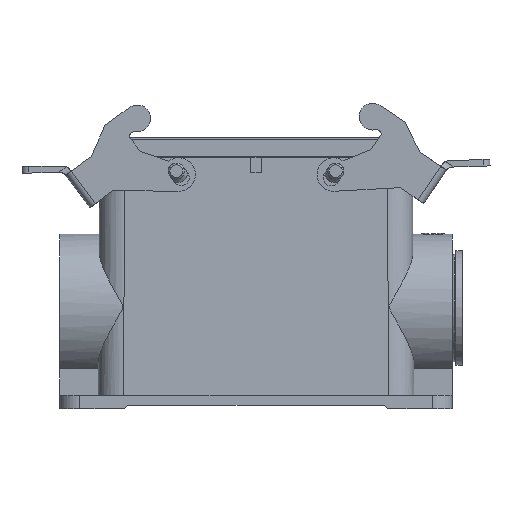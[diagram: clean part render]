
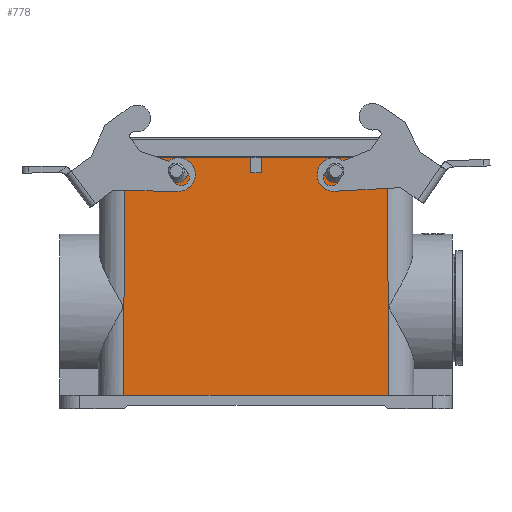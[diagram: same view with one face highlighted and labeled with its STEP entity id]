
A CAD part, front view. The second image highlights one B-rep face of the part: STEP entity #778.
In plain terms, the highlighted planar face has unit normal (0, -1, 0.011).
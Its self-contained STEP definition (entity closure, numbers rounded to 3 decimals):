
#685=CARTESIAN_POINT('',(57.0,-22.3,-65.25));
#686=DIRECTION('',(0.0,-1.,0.011));
#687=DIRECTION('',(0.0,-0.011,-1.));
#688=AXIS2_PLACEMENT_3D('',#685,#686,#687);
#689=PLANE('',#688);
#690=CARTESIAN_POINT('',(-39.05,-21.5,5.7));
#691=VERTEX_POINT('',#690);
#692=CARTESIAN_POINT('',(-39.55,-22.3,-65.25));
#693=VERTEX_POINT('',#692);
#694=CARTESIAN_POINT('',(-39.05,-21.5,5.7));
#695=DIRECTION('',(-0.007,-0.011,-1.));
#696=VECTOR('',#695,70.956);
#697=LINE('',#694,#696);
#698=EDGE_CURVE('',#691,#693,#697,.T.);
#699=ORIENTED_EDGE('',*,*,#698,.T.);
#700=CARTESIAN_POINT('',(39.55,-22.3,-65.25));
#701=VERTEX_POINT('',#700);
#702=CARTESIAN_POINT('',(39.55,-22.3,-65.25));
#703=DIRECTION('',(-1.0,0.0,0.0));
#704=VECTOR('',#703,79.101);
#705=LINE('',#702,#704);
#706=EDGE_CURVE('',#701,#693,#705,.T.);
#707=ORIENTED_EDGE('',*,*,#706,.F.);
#708=CARTESIAN_POINT('',(39.05,-21.5,5.7));
#709=VERTEX_POINT('',#708);
#710=CARTESIAN_POINT('',(39.55,-22.3,-65.25));
#711=DIRECTION('',(-0.007,0.011,1.));
#712=VECTOR('',#711,70.956);
#713=LINE('',#710,#712);
#714=EDGE_CURVE('',#701,#709,#713,.T.);
#715=ORIENTED_EDGE('',*,*,#714,.T.);
#716=CARTESIAN_POINT('',(1.6,-21.5,5.7));
#717=VERTEX_POINT('',#716);
#718=CARTESIAN_POINT('',(39.05,-21.5,5.7));
#719=DIRECTION('',(-1.0,0.0,0.0));
#720=VECTOR('',#719,37.45);
#721=LINE('',#718,#720);
#722=EDGE_CURVE('',#709,#717,#721,.T.);
#723=ORIENTED_EDGE('',*,*,#722,.T.);
#724=CARTESIAN_POINT('',(1.6,-21.553,1.));
#725=VERTEX_POINT('',#724);
#726=CARTESIAN_POINT('',(1.6,-21.553,1.));
#727=DIRECTION('',(0.0,0.011,1.));
#728=VECTOR('',#727,4.7);
#729=LINE('',#726,#728);
#730=EDGE_CURVE('',#725,#717,#729,.T.);
#731=ORIENTED_EDGE('',*,*,#730,.F.);
#732=CARTESIAN_POINT('',(-1.6,-21.553,1.0));
#733=VERTEX_POINT('',#732);
#734=CARTESIAN_POINT('',(1.6,-21.553,1.0));
#735=DIRECTION('',(-1.0,0.0,0.0));
#736=VECTOR('',#735,3.2);
#737=LINE('',#734,#736);
#738=EDGE_CURVE('',#725,#733,#737,.T.);
#739=ORIENTED_EDGE('',*,*,#738,.T.);
#740=CARTESIAN_POINT('',(-1.6,-21.5,5.7));
#741=VERTEX_POINT('',#740);
#742=CARTESIAN_POINT('',(-1.6,-21.5,5.7));
#743=DIRECTION('',(0.0,-0.011,-1.));
#744=VECTOR('',#743,4.7);
#745=LINE('',#742,#744);
#746=EDGE_CURVE('',#741,#733,#745,.T.);
#747=ORIENTED_EDGE('',*,*,#746,.F.);
#748=CARTESIAN_POINT('',(-1.6,-21.5,5.7));
#749=DIRECTION('',(-1.0,0.0,0.0));
#750=VECTOR('',#749,37.45);
#751=LINE('',#748,#750);
#752=EDGE_CURVE('',#741,#691,#751,.T.);
#753=ORIENTED_EDGE('',*,*,#752,.T.);
#754=EDGE_LOOP('',(#699,#707,#715,#723,#731,#739,#747,#753));
#755=FACE_OUTER_BOUND('',#754,.T.);
#756=CARTESIAN_POINT('',(-23.75,-21.586,-1.95));
#757=VERTEX_POINT('',#756);
#758=CARTESIAN_POINT('',(-23.75,-21.547,1.55));
#759=DIRECTION('',(0.0,-1.,0.011));
#760=DIRECTION('',(0.0,-0.011,-1.));
#761=AXIS2_PLACEMENT_3D('',#758,#759,#760);
#762=ELLIPSE('',#761,3.5,3.5);
#763=EDGE_CURVE('',#757,#757,#762,.T.);
#764=ORIENTED_EDGE('',*,*,#763,.F.);
#765=EDGE_LOOP('',(#764));
#766=FACE_BOUND('',#765,.T.);
#767=CARTESIAN_POINT('',(23.75,-21.586,-1.95));
#768=VERTEX_POINT('',#767);
#769=CARTESIAN_POINT('',(23.75,-21.547,1.55));
#770=DIRECTION('',(0.0,-1.,0.011));
#771=DIRECTION('',(0.0,-0.011,-1.));
#772=AXIS2_PLACEMENT_3D('',#769,#770,#771);
#773=ELLIPSE('',#772,3.5,3.5);
#774=EDGE_CURVE('',#768,#768,#773,.T.);
#775=ORIENTED_EDGE('',*,*,#774,.F.);
#776=EDGE_LOOP('',(#775));
#777=FACE_BOUND('',#776,.T.);
#778=ADVANCED_FACE('',(#755,#766,#777),#689,.T.);
